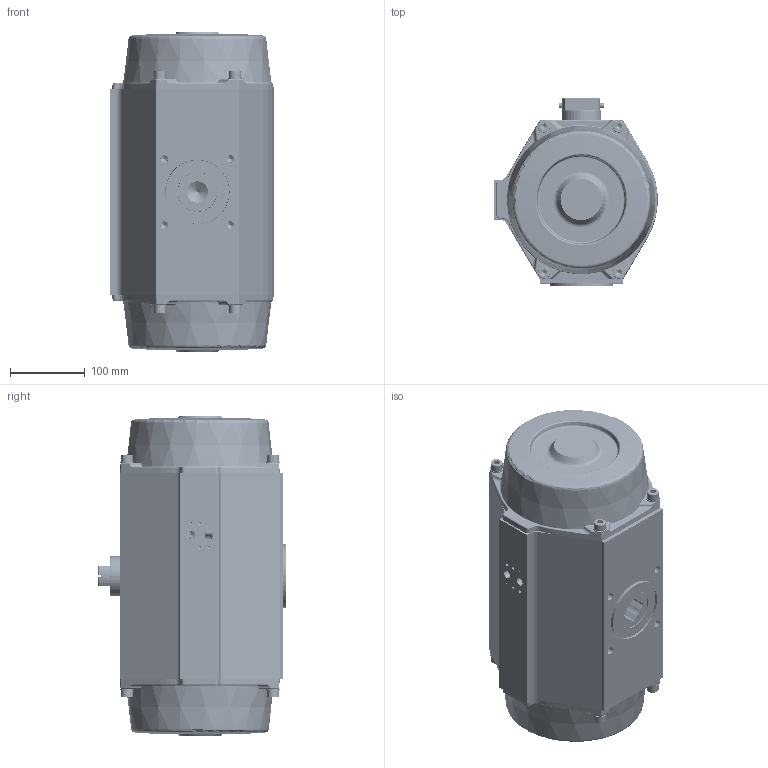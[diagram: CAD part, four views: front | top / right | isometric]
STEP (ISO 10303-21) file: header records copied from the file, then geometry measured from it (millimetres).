
FILE_DESCRIPTION((''),'2;1');
FILE_NAME('RD5180012000000.stp','2011-10-31T11:47:08',('ggavali'),(''),'Autodesk Inventor 2008','Autodesk Inventor 2008','');
FILE_SCHEMA(('AUTOMOTIVE_DESIGN { 1 0 10303 214 1 1 1 1 }'));
Length unit declared in the file: millimetre
Products named in the file (25): RD5180012000000; RG1G0A3AE000G0; RW1G0A5AEV27G0; PBLAG318012ZR1; PBLAG318012ZR0; MBLAG318012ZR0; 7460051-01; 7460076-01; 632111053; 63216076; 61111085; 7250194-01; 7460077-12; PBKOD5180000; MBKOD5180000; RK1G0A5A01; 625170159; 632114165; 625170586; PBDEK5180000; RD2G0A5A0100R0; 60599623; 61636106; 6330170_O-Ring - 196,52x2,62; 7180001
Assembly tree (35 placements, depth 5):
  RD5180012000000
    RG1G0A3AE000G0
    RW1G0A5AEV27G0
    PBLAG318012ZR1
      PBLAG318012ZR0
        MBLAG318012ZR0
          7460051-01
          7460076-01
          632111053  x2
          63216076  x2
        61111085
        7250194-01
      7460077-12
    PBKOD5180000  x2
      MBKOD5180000
        RK1G0A5A01
        625170159
        632114165
      625170586
    PBDEK5180000  x2
      RD2G0A5A0100R0
      60599623
      61636106
      6330170_O-Ring - 196,52x2,62
    7180001  x2
Bounding box: 217.7 x 251 x 427 mm (x, y, z)
Volume: 6475888.6 mm3; surface area: 1346236 mm2
Topology: 41 solids, 41 shells, 4808 faces, 11455 edges, 6570 vertices
Faces by surface type: bspline 2165, cylinder 1048, plane 767, torus 410, cone 282, sphere 136
Full cylindrical faces by diameter (mm): 3.5 x2, 6.1 x2, 7.5 x1, 10 x8, 10.5 x8, 16 x8, 18 x8, 36.4 x1, 53 x8, 61.4 x4, 78.7 x4, 80.6 x1, 81 x1, 81.5 x1, 85 x11, 91 x1, 98 x1, 177.3 x4, 185 x4, 187.7 x6, 188 x5
Entity records: 179288 total; most frequent: CARTESIAN_POINT 127431, ORIENTED_EDGE 11476, DIRECTION 9698, EDGE_CURVE 5738, AXIS2_PLACEMENT_3D 4135, VERTEX_POINT 3445, EDGE_LOOP 2777, FACE_OUTER_BOUND 2521
